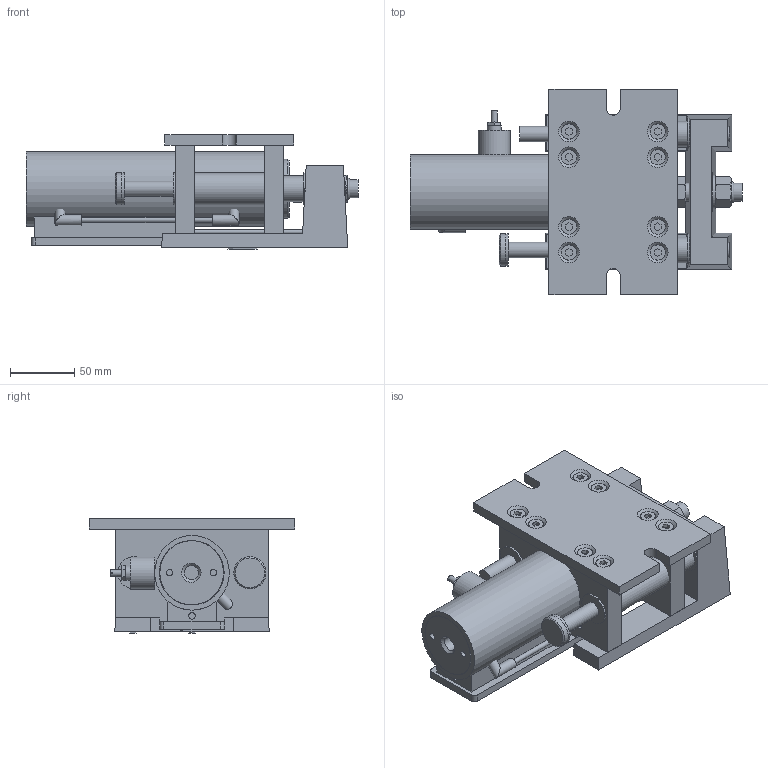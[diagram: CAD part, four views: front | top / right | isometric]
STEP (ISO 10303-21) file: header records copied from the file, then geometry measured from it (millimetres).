
FILE_DESCRIPTION(('STEP AP214'),'1');
FILE_NAME('TP40.stp','2016-12-09T10:47:23',(' '),(' '),'Spatial InterOp 3D',' ',' ');
FILE_SCHEMA(('automotive_design'));
Length unit declared in the file: millimetre
Products named in the file (56): Assembly1; Part50; Part53; Part52; Nut : Standard - M14,0 x 170,434; Part57; Part58; Part59; Part61; Part63; Part65; Part67; Part68; Part72; Part74; Part76; Screw : Countersunk - M4,0 x 12,0; Nut : Washer-Face - M6,0 x 128,27; Part93; Screw : Countersunk - M6,0 x 12,0; Part109; Nut : Standard - M6,0 x 77,47; Part112; Part119; Part121; Part3; Part142; Part145; Part148; Part149; Nut : Insert-Locking - M14,0 x 316,23; Part154; Part125; Text1580; Text1600
Assembly tree (55 placements, depth 2):
  Assembly1
    Part50
    Part53
    Part53
    Part52
    Nut : Standard - M14,0 x 170,434
    Part57
    Part58
    Part59
    Part59
    Part61
    Part61
    Part63
    Part63
    Part65
    Part65
    Part67
    Part68
    Part68
    Part72
    Part74
    Part76
    Screw : Countersunk - M4,0 x 12,0
    Screw : Countersunk - M4,0 x 12,0
    Nut : Washer-Face - M6,0 x 128,27
    Part93
    Screw : Countersunk - M6,0 x 12,0
    Screw : Countersunk - M6,0 x 12,0
    Screw : Countersunk - M6,0 x 12,0
    Screw : Countersunk - M6,0 x 12,0
    Screw : Countersunk - M6,0 x 12,0
    Screw : Countersunk - M6,0 x 12,0
    Screw : Countersunk - M6,0 x 12,0
    Screw : Countersunk - M6,0 x 12,0
    Part109
    Nut : Standard - M6,0 x 77,47
    Part112
    Part119
    Part119
    Part121
    Part119
    Part119
    Part3
    Part142
    Part142
    Part145
    Nut : Standard - M14,0 x 170,434
    Part148
    Part149
    Part149
    Nut : Insert-Locking - M14,0 x 316,23
    Part154
    Part125
    Part125
    Text1580
    Text1600
Bounding box: 258 x 160 x 89 mm (x, y, z)
Volume: 1312518.6 mm3; surface area: 288598 mm2
Topology: 88 solids, 88 shells, 1788 faces, 4697 edges, 3122 vertices
Faces by surface type: plane 1641, cylinder 82, cone 63, bspline 1, torus 1
Full cylindrical faces by diameter (mm): 3.5 x1, 4 x1, 5 x11, 6.75 x6, 7 x1, 8 x5, 9.89 x2, 10 x2, 11 x2, 12 x18, 14 x1, 19 x1, 20 x2, 24 x1, 25 x9, 26 x2, 30 x2, 45 x1, 46 x1, 50 x2, 58 x2
Entity records: 69279 total; most frequent: CARTESIAN_POINT 9959, ORIENTED_EDGE 9142, DIRECTION 8447, EDGE_CURVE 4571, LINE 4259, VECTOR 4259, VERTEX_POINT 3104, AXIS2_PLACEMENT_3D 2094
